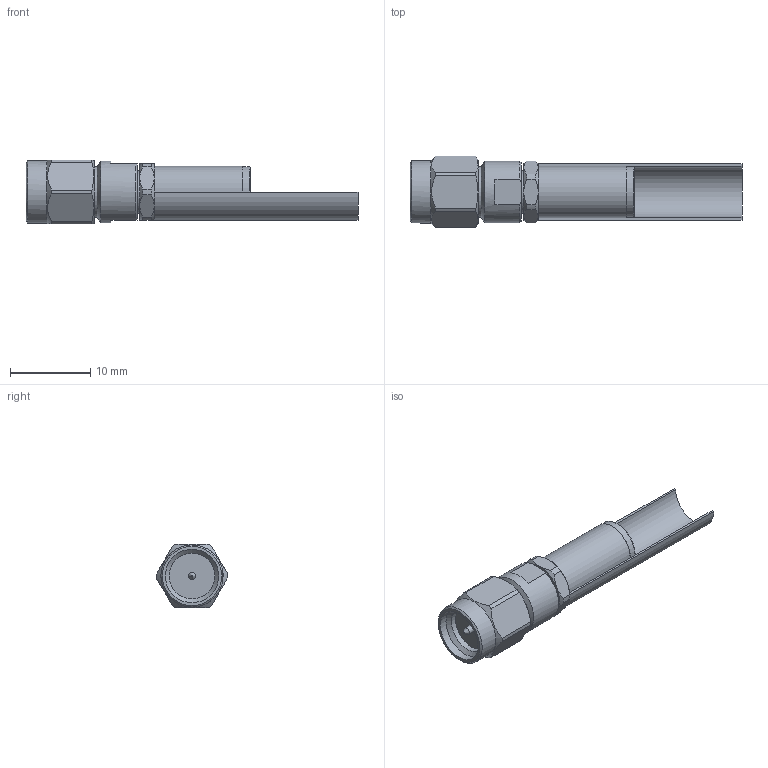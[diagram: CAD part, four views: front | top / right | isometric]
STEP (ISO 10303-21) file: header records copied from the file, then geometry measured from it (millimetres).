
FILE_DESCRIPTION (( 'STEP AP203' ), '1' );
FILE_NAME ('R125.078.000G.STEP', '2012-05-14T02:48:22', ( '' ), ( '' ), 'SwSTEP 2.0', 'SolidWorks 2011', '' );
FILE_SCHEMA (( 'CONFIG_CONTROL_DESIGN' ));
Length unit declared in the file: millimetre
Products named in the file (1): R125.078.000G
Bounding box: 41.38 x 8.9 x 7.94 mm (x, y, z)
Volume: 1132.8 mm3; surface area: 1180.4 mm2
Topology: 1 solids, 1 shells, 78 faces, 185 edges, 117 vertices
Faces by surface type: plane 30, cylinder 25, cone 23
Full cylindrical faces by diameter (mm): 0.93 x1, 5.297 x1, 5.55 x1, 5.7 x1, 6.3 x1, 6.35 x1, 6.506 x1, 6.65 x1, 7.7 x1, 7.75 x1
Entity records: 2271 total; most frequent: CARTESIAN_POINT 550, DIRECTION 348, ORIENTED_EDGE 312, EDGE_CURVE 156, AXIS2_PLACEMENT_3D 153, VERTEX_POINT 107, EDGE_LOOP 105, FACE_OUTER_BOUND 88
